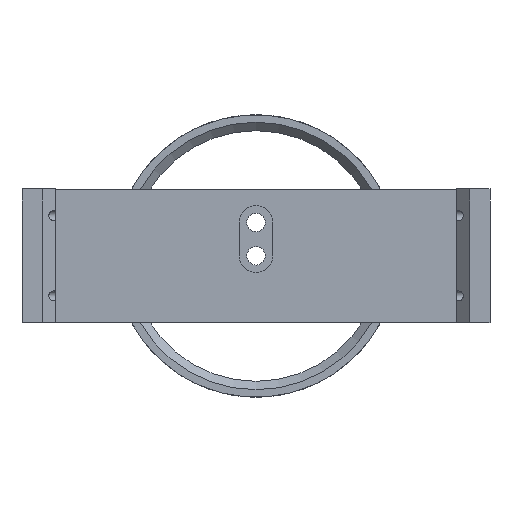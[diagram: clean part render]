
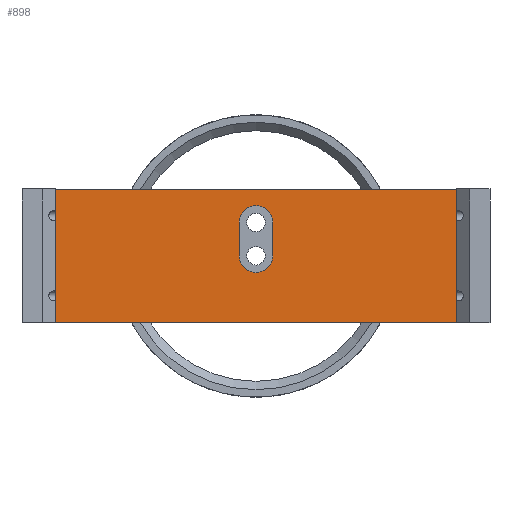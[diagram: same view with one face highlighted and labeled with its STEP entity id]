
A CAD part, top view. The second image highlights one B-rep face of the part: STEP entity #898.
In plain terms, the highlighted planar face has unit normal (0, 0, 1).
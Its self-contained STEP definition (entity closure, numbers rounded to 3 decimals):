
#25=FACE_BOUND('',#162,.T.);
#49=CIRCLE('',#944,5.);
#51=CIRCLE('',#948,5.);
#110=FACE_OUTER_BOUND('',#161,.T.);
#161=EDGE_LOOP('',(#812,#813,#814,#815));
#162=EDGE_LOOP('',(#816,#817,#818,#819));
#178=LINE('',#1291,#265);
#213=LINE('',#1363,#300);
#228=LINE('',#1418,#315);
#232=LINE('',#1429,#319);
#240=LINE('',#1467,#327);
#249=LINE('',#1501,#336);
#265=VECTOR('',#1021,10.);
#300=VECTOR('',#1064,10.);
#315=VECTOR('',#1127,10.);
#319=VECTOR('',#1139,10.);
#327=VECTOR('',#1187,10.);
#336=VECTOR('',#1228,10.);
#363=VERTEX_POINT('',#1288);
#364=VERTEX_POINT('',#1290);
#396=VERTEX_POINT('',#1360);
#397=VERTEX_POINT('',#1362);
#409=VERTEX_POINT('',#1408);
#410=VERTEX_POINT('',#1409);
#413=VERTEX_POINT('',#1417);
#415=VERTEX_POINT('',#1423);
#450=EDGE_CURVE('',#364,#363,#178,.T.);
#486=EDGE_CURVE('',#397,#396,#213,.T.);
#510=EDGE_CURVE('',#409,#410,#49,.T.);
#514=EDGE_CURVE('',#410,#413,#228,.T.);
#517=EDGE_CURVE('',#413,#415,#51,.T.);
#520=EDGE_CURVE('',#415,#409,#232,.T.);
#541=EDGE_CURVE('',#363,#397,#240,.T.);
#560=EDGE_CURVE('',#396,#364,#249,.T.);
#812=ORIENTED_EDGE('',*,*,#560,.T.);
#813=ORIENTED_EDGE('',*,*,#450,.T.);
#814=ORIENTED_EDGE('',*,*,#541,.T.);
#815=ORIENTED_EDGE('',*,*,#486,.T.);
#816=ORIENTED_EDGE('',*,*,#510,.T.);
#817=ORIENTED_EDGE('',*,*,#514,.T.);
#818=ORIENTED_EDGE('',*,*,#517,.T.);
#819=ORIENTED_EDGE('',*,*,#520,.T.);
#858=PLANE('',#998);
#898=ADVANCED_FACE('',(#110,#25),#858,.T.);
#944=AXIS2_PLACEMENT_3D('',#1410,#1119,#1120);
#948=AXIS2_PLACEMENT_3D('',#1424,#1132,#1133);
#998=AXIS2_PLACEMENT_3D('',#1519,#1255,#1256);
#1021=DIRECTION('',(1.,0.,0.));
#1064=DIRECTION('',(-1.,0.,0.));
#1119=DIRECTION('center_axis',(0.,0.,-1.));
#1120=DIRECTION('ref_axis',(-1.,0.,0.));
#1127=DIRECTION('',(0.,1.,0.));
#1132=DIRECTION('center_axis',(0.,0.,-1.));
#1133=DIRECTION('ref_axis',(-1.,0.,0.));
#1139=DIRECTION('',(0.,-1.,0.));
#1187=DIRECTION('',(0.,1.,0.));
#1228=DIRECTION('',(0.,-1.,0.));
#1255=DIRECTION('center_axis',(0.,0.,1.));
#1256=DIRECTION('ref_axis',(-1.,0.,0.));
#1288=CARTESIAN_POINT('',(60.,-20.,23.5));
#1290=CARTESIAN_POINT('',(-60.,-20.,23.5));
#1291=CARTESIAN_POINT('',(70.,-20.,23.5));
#1360=CARTESIAN_POINT('',(-60.,20.,23.5));
#1362=CARTESIAN_POINT('',(60.,20.,23.5));
#1363=CARTESIAN_POINT('',(-70.,20.,23.5));
#1408=CARTESIAN_POINT('',(5.,0.,23.5));
#1409=CARTESIAN_POINT('',(-5.,0.,23.5));
#1410=CARTESIAN_POINT('Origin',(0.,0.,23.5));
#1417=CARTESIAN_POINT('',(-5.,10.,23.5));
#1418=CARTESIAN_POINT('',(-5.,5.,23.5));
#1423=CARTESIAN_POINT('',(5.,10.,23.5));
#1424=CARTESIAN_POINT('Origin',(0.,10.,23.5));
#1429=CARTESIAN_POINT('',(5.,0.,23.5));
#1467=CARTESIAN_POINT('',(60.,10.,23.5));
#1501=CARTESIAN_POINT('',(-60.,-10.,23.5));
#1519=CARTESIAN_POINT('Origin',(0.,0.,
23.5));
